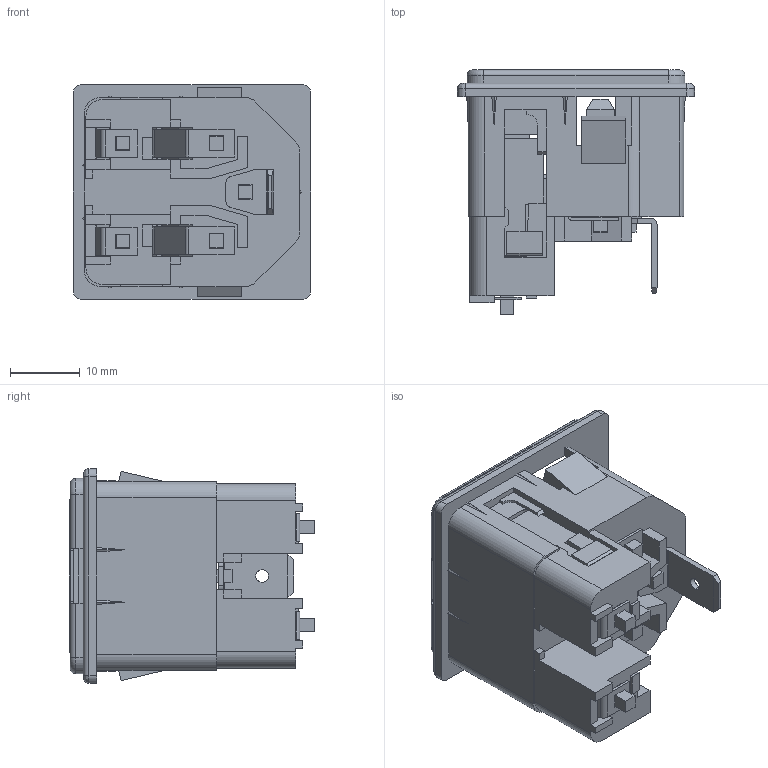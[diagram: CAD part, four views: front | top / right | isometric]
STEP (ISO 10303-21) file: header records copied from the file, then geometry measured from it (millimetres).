
FILE_DESCRIPTION (( 'STEP AP214' ), '1' );
FILE_NAME ('ACM-C4-N30Q6F2-LC_3D.step', '2023-10-17T07:19:54', ( '' ), ( '' ), 'SwSTEP 2.0', 'SolidWorks 2022', '' );
FILE_SCHEMA (( 'AUTOMOTIVE_DESIGN' ));
Length unit declared in the file: millimetre
Products named in the file (1): ACM-C4-N30Q6F2-LC_3D
Bounding box: 33.91 x 35.07 x 30.73 mm (x, y, z)
Volume: 9581 mm3; surface area: 15025.8 mm2
Topology: 13 solids, 13 shells, 1243 faces, 3498 edges, 2290 vertices
Faces by surface type: plane 1040, cylinder 153, bspline 26, sphere 20, torus 4
Entity records: 41001 total; most frequent: CARTESIAN_POINT 8599, ORIENTED_EDGE 6994, DIRECTION 6195, EDGE_CURVE 3497, VECTOR 3135, LINE 3135, VERTEX_POINT 2290, AXIS2_PLACEMENT_3D 1530
